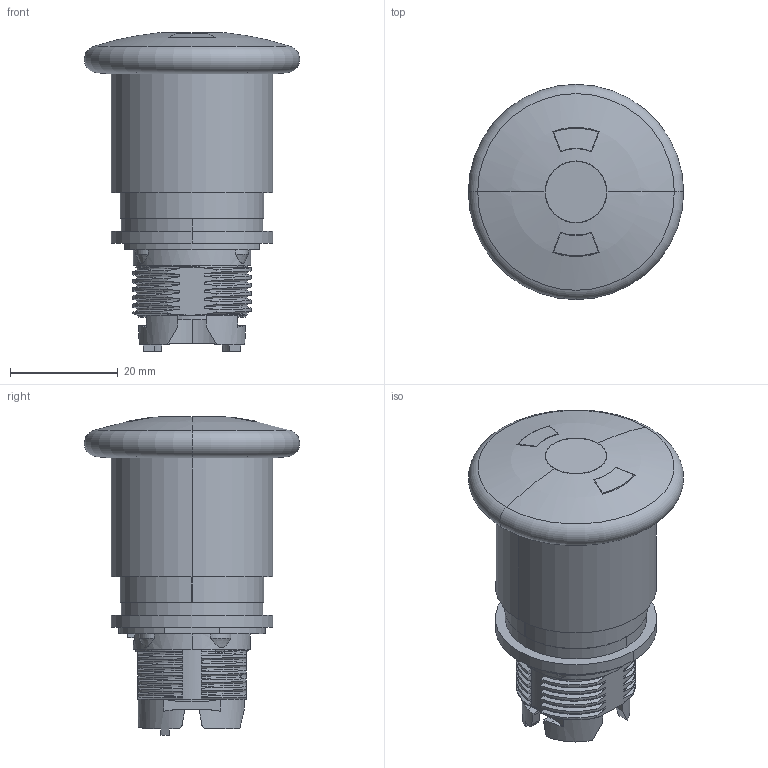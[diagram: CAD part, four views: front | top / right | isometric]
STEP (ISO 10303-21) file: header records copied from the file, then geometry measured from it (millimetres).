
FILE_DESCRIPTION((''),'2;1');
FILE_NAME('ZB5AT8643M-3D_ASM','2020-12-28T10:34:56',('SESA231899'),('Schneider-Electric'),'CREO PARAMETRIC BY PTC INC, 2019164','CREO PARAMETRIC BY PTC INC, 2019164','');
FILE_SCHEMA(('AP242_MANAGED_MODEL_BASED_3D_ENGINEERING_MIM_LF { 1 0 10303 442 1 1 4 }'));
Length unit declared in the file: millimetre
Products named in the file (11): ZB5AT8643M-3D_170654101AF6; ZB5AT8643M-3D_SE-POUSSOI_ASM; ZB5AT8643M-3D_170653901AF6; ZB5AT8643M-3D_170654301AF6; ZB5AT8643M-3D_170654401AF6; ZB5AT8643M-3D_SE-TETE-BPAUISM4_ASM; ZB5AT8643M-3D_170654001AF6; ZB5AT8643M-3D_170659501AF6; ZB5AT8643M-3D_155950303AF6; ZB5AT8643M-3D_AAV6762703_ASM; ZB5AT8643M-3D_ASM
Assembly tree (12 placements, depth 4):
  ZB5AT8643M-3D_ASM
    ZB5AT8643M-3D_AAV6762703_ASM
      ZB5AT8643M-3D_SE-POUSSOI_ASM
        ZB5AT8643M-3D_170654101AF6
      ZB5AT8643M-3D_SE-TETE-BPAUISM4_ASM
        ZB5AT8643M-3D_170653901AF6
        ZB5AT8643M-3D_170654301AF6
        ZB5AT8643M-3D_170654401AF6  x2
      ZB5AT8643M-3D_170654001AF6
      ZB5AT8643M-3D_170659501AF6  x2
      ZB5AT8643M-3D_155950303AF6
Bounding box: 39.99 x 39.99 x 59.2 mm (x, y, z)
Volume: 23136.1 mm3; surface area: 22686.8 mm2
Topology: 9 solids, 9 shells, 489 faces, 1380 edges, 958 vertices
Faces by surface type: plane 230, cylinder 132, bspline 91, cone 26, torus 6, sphere 4
Entity records: 39128 total; most frequent: CARTESIAN_POINT 22999, ORIENTED_EDGE 2582, DIRECTION 2263, EDGE_CURVE 1291, VERTEX_POINT 844, AXIS2_PLACEMENT_3D 801, VECTOR 661, LINE 661
